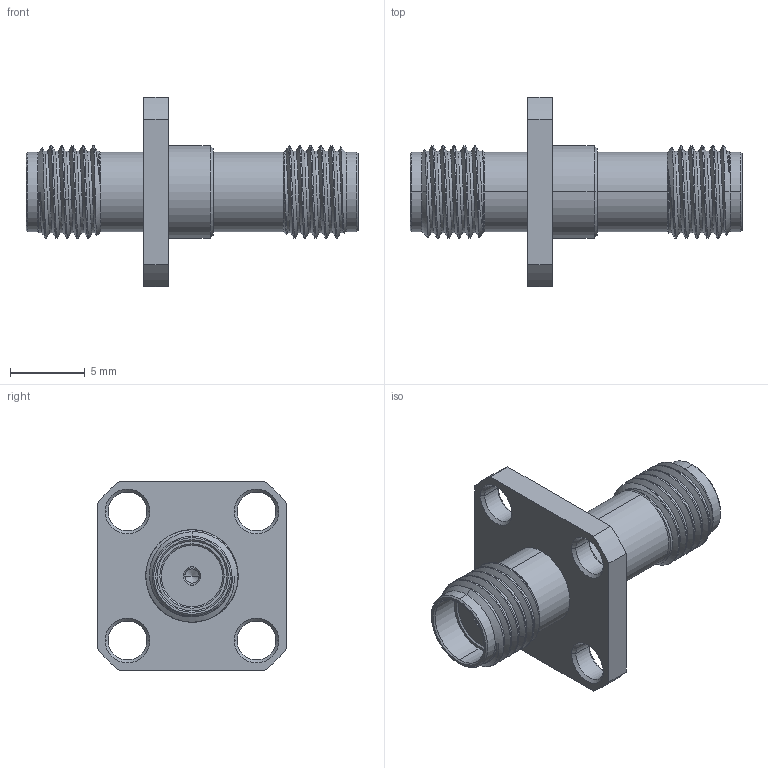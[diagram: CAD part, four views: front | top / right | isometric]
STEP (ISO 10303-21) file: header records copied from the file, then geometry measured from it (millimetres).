
FILE_DESCRIPTION((''),'2;1');
FILE_NAME('132340_SW0001','2020-07-24T16:25:33',('karthik'),(''),'CREO PARAMETRIC BY PTC INC, 2019444','CREO PARAMETRIC BY PTC INC, 2019444','');
FILE_SCHEMA(('CONFIG_CONTROL_DESIGN'));
Length unit declared in the file: millimetre
Products named in the file (1): 132340_SW0001
Bounding box: 22.23 x 12.7 x 12.7 mm (x, y, z)
Volume: 661.6 mm3; surface area: 920.4 mm2
Topology: 1 solids, 1 shells, 136 faces, 339 edges, 210 vertices
Faces by surface type: cylinder 52, cone 46, plane 26, bspline 12
Entity records: 12532 total; most frequent: CARTESIAN_POINT 9356, ORIENTED_EDGE 670, DIRECTION 621, EDGE_CURVE 335, AXIS2_PLACEMENT_3D 240, VERTEX_POINT 210, EDGE_LOOP 153, VECTOR 141
